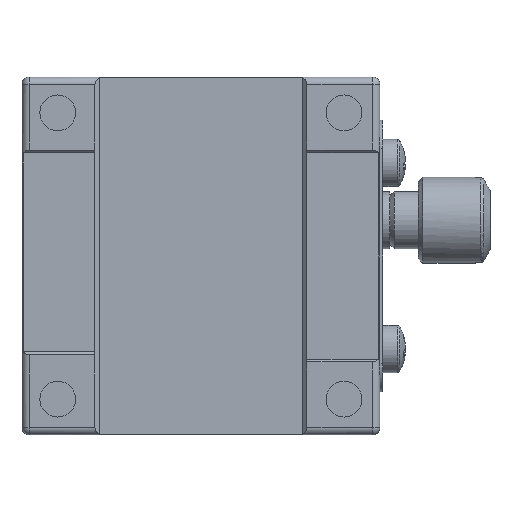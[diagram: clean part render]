
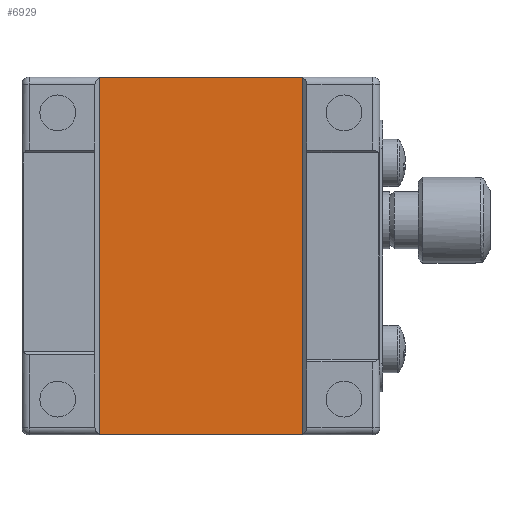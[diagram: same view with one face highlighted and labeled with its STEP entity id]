
A CAD part, front view. The second image highlights one B-rep face of the part: STEP entity #6929.
In plain terms, the highlighted planar face has unit normal (0, -1, 0).
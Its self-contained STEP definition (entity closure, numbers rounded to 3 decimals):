
#296=PLANE('',#7674);
#811=FACE_OUTER_BOUND('',#1252,.T.);
#1252=EDGE_LOOP('',(#5768,#5769,#5770,#5771));
#1777=LINE('',#11573,#2344);
#1778=LINE('',#11575,#2345);
#1779=LINE('',#11577,#2346);
#1780=LINE('',#11578,#2347);
#2344=VECTOR('',#9315,1000.);
#2345=VECTOR('',#9316,1000.);
#2346=VECTOR('',#9317,1000.);
#2347=VECTOR('',#9318,1000.);
#3337=VERTEX_POINT('',#11571);
#3338=VERTEX_POINT('',#11572);
#3339=VERTEX_POINT('',#11574);
#3340=VERTEX_POINT('',#11576);
#4197=EDGE_CURVE('',#3337,#3338,#1777,.T.);
#4198=EDGE_CURVE('',#3337,#3339,#1778,.T.);
#4199=EDGE_CURVE('',#3339,#3340,#1779,.T.);
#4200=EDGE_CURVE('',#3340,#3338,#1780,.T.);
#5768=ORIENTED_EDGE('',*,*,#4197,.F.);
#5769=ORIENTED_EDGE('',*,*,#4198,.T.);
#5770=ORIENTED_EDGE('',*,*,#4199,.T.);
#5771=ORIENTED_EDGE('',*,*,#4200,.T.);
#6929=ADVANCED_FACE('',(#811),#296,.F.);
#7674=AXIS2_PLACEMENT_3D('',#11570,#9313,#9314);
#9313=DIRECTION('center_axis',(0.,1.,0.));
#9314=DIRECTION('ref_axis',(-1.,0.,0.));
#9315=DIRECTION('',(0.,0.,1.));
#9316=DIRECTION('',(1.,0.,0.));
#9317=DIRECTION('',(0.,0.,1.));
#9318=DIRECTION('',(-1.,0.,0.));
#11570=CARTESIAN_POINT('Origin',(-7.1,0.3,-12.5));
#11571=CARTESIAN_POINT('',(-7.1,0.3,-12.458));
#11572=CARTESIAN_POINT('',(-7.1,0.3,12.458));
#11573=CARTESIAN_POINT('',(-7.1,0.3,-12.5));
#11574=CARTESIAN_POINT('',(7.1,0.3,-12.458));
#11575=CARTESIAN_POINT('',(-7.1,0.3,-12.458));
#11576=CARTESIAN_POINT('',(7.1,0.3,12.458));
#11577=CARTESIAN_POINT('',(7.1,0.3,-12.5));
#11578=CARTESIAN_POINT('',(7.1,0.3,12.458));
